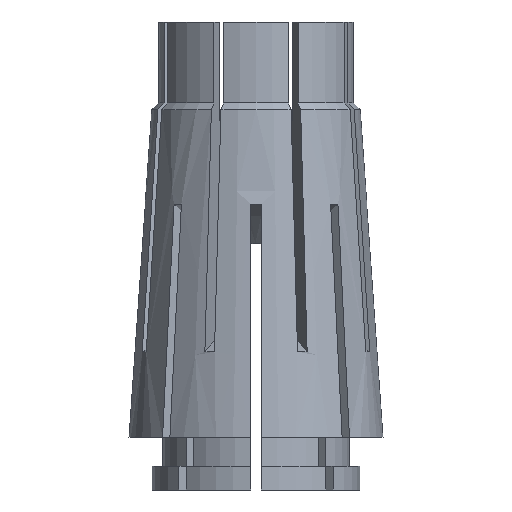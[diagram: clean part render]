
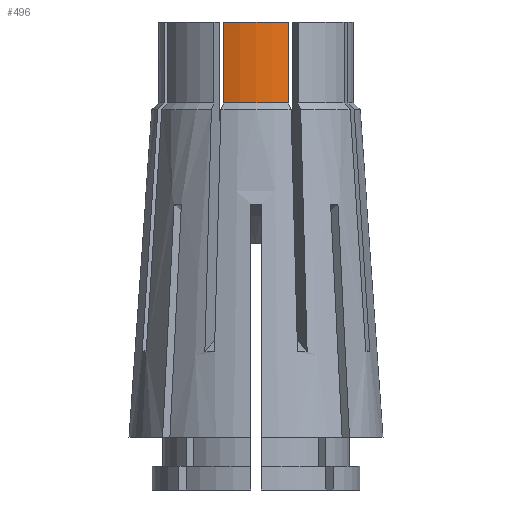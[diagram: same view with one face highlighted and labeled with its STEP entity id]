
A CAD part, front view. The second image highlights one B-rep face of the part: STEP entity #496.
In plain terms, the highlighted cylindrical face has radius 9.4 mm (diameter 18.8 mm), a partial arc.
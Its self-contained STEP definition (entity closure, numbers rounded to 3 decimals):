
#44 = CARTESIAN_POINT ( 'NONE',  ( 3.13, -8.864, 0. ) ) ;
#75 = CARTESIAN_POINT ( 'NONE',  ( -3.13, -8.864, -7.8 ) ) ;
#208 = EDGE_CURVE ( 'NONE', #4211, #2929, #4575, .T. ) ;
#496 = ADVANCED_FACE ( 'NONE', ( #3220 ), #3258, .T. ) ;
#575 = VERTEX_POINT ( 'NONE', #75 ) ;
#621 = EDGE_CURVE ( 'NONE', #2615, #575, #2752, .T. ) ;
#674 = CARTESIAN_POINT ( 'NONE',  ( 0., 0., -7.8 ) ) ;
#925 = EDGE_CURVE ( 'NONE', #575, #2929, #1715, .T. ) ;
#1003 = ORIENTED_EDGE ( 'NONE', *, *, #621, .T. ) ;
#1056 = AXIS2_PLACEMENT_3D ( 'NONE', #4292, #4600, #2500 ) ;
#1166 = ORIENTED_EDGE ( 'NONE', *, *, #4521, .F. ) ;
#1203 = ORIENTED_EDGE ( 'NONE', *, *, #925, .T. ) ;
#1519 = CARTESIAN_POINT ( 'NONE',  ( -3.13, -8.864, 0. ) ) ;
#1595 = AXIS2_PLACEMENT_3D ( 'NONE', #674, #2255, #2237 ) ;
#1599 = CARTESIAN_POINT ( 'NONE',  ( 3.13, -8.864, -7.8 ) ) ;
#1632 = DIRECTION ( 'NONE',  ( 0., 0., -1. ) ) ;
#1715 = CIRCLE ( 'NONE', #1595, 9.4 ) ;
#1780 = VECTOR ( 'NONE', #3053, 1000. ) ;
#1979 = DIRECTION ( 'NONE',  ( 0., 0., 1. ) ) ;
#2048 = EDGE_LOOP ( 'NONE', ( #2205, #1166, #1003, #1203 ) ) ;
#2205 = ORIENTED_EDGE ( 'NONE', *, *, #208, .F. ) ;
#2237 = DIRECTION ( 'NONE',  ( 1., 0., 0. ) ) ;
#2255 = DIRECTION ( 'NONE',  ( 0., 0., 1. ) ) ;
#2325 = AXIS2_PLACEMENT_3D ( 'NONE', #4237, #1979, #2475 ) ;
#2475 = DIRECTION ( 'NONE',  ( 1., 0., 0. ) ) ;
#2500 = DIRECTION ( 'NONE',  ( 1., 0., 0. ) ) ;
#2615 = VERTEX_POINT ( 'NONE', #4378 ) ;
#2694 = VECTOR ( 'NONE', #1632, 1000. ) ;
#2752 = LINE ( 'NONE', #1519, #2694 ) ;
#2929 = VERTEX_POINT ( 'NONE', #1599 ) ;
#3053 = DIRECTION ( 'NONE',  ( 0., 0., -1. ) ) ;
#3220 = FACE_OUTER_BOUND ( 'NONE', #2048, .T. ) ;
#3258 = CYLINDRICAL_SURFACE ( 'NONE', #2325, 9.4 ) ;
#3462 = CIRCLE ( 'NONE', #1056, 9.4 ) ;
#4211 = VERTEX_POINT ( 'NONE', #4519 ) ;
#4237 = CARTESIAN_POINT ( 'NONE',  ( 0., 0., 0. ) ) ;
#4292 = CARTESIAN_POINT ( 'NONE',  ( 0., 0., 0. ) ) ;
#4378 = CARTESIAN_POINT ( 'NONE',  ( -3.13, -8.864, 0. ) ) ;
#4519 = CARTESIAN_POINT ( 'NONE',  ( 3.13, -8.864, 0. ) ) ;
#4521 = EDGE_CURVE ( 'NONE', #2615, #4211, #3462, .T. ) ;
#4575 = LINE ( 'NONE', #44, #1780 ) ;
#4600 = DIRECTION ( 'NONE',  ( 0., 0., 1. ) ) ;
